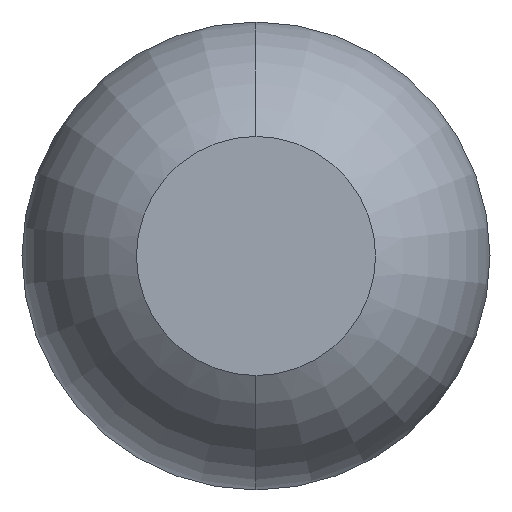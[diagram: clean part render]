
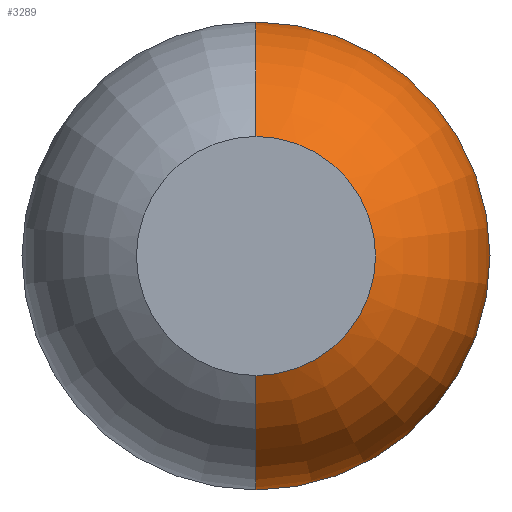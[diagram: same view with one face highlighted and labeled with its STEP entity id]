
A CAD part, front view. The second image highlights one B-rep face of the part: STEP entity #3289.
In plain terms, the highlighted toroidal (fillet/blend) face has major radius 0.035 mm and minor radius 0.65 mm.
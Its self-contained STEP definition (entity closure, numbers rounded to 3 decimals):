
#31 = ORIENTED_EDGE ( 'NONE', *, *, #3823, .F. ) ;
#151 = DIRECTION ( 'NONE',  ( 0., -1., 0. ) ) ;
#332 = VERTEX_POINT ( 'NONE', #1669 ) ;
#379 = CARTESIAN_POINT ( 'NONE',  ( 0., -25., 0. ) ) ;
#464 = EDGE_CURVE ( 'NONE', #2431, #702, #944, .T. ) ;
#528 = CIRCLE ( 'NONE', #4218, 0.65 ) ;
#702 = VERTEX_POINT ( 'NONE', #1905 ) ;
#768 = DIRECTION ( 'NONE',  ( 0., -1., 0. ) ) ;
#933 = EDGE_CURVE ( 'Defeature ausgef�hrt1_4+Defeature ausgef�hrt1_5+Defeature ausgef�hrt1_5+Defeature ausgef�hrt1_5', #332, #2431, #3764, .T. ) ;
#944 = CIRCLE ( 'NONE', #2097, 0.65 ) ;
#1437 = EDGE_LOOP ( 'NONE', ( #2736, #3603, #31, #4032 ) ) ;
#1473 = CARTESIAN_POINT ( 'NONE',  ( 0., -24.431, 0. ) ) ;
#1510 = TOROIDAL_SURFACE ( 'NONE', #2985, 0.035, 0.65 ) ;
#1669 = CARTESIAN_POINT ( 'NONE',  ( 0., -24.431, -0.685 ) ) ;
#1859 = CARTESIAN_POINT ( 'NONE',  ( 0., -24.431, 0.685 ) ) ;
#1905 = CARTESIAN_POINT ( 'NONE',  ( 0., -25., 0.35 ) ) ;
#1926 = DIRECTION ( 'NONE',  ( 1., 0., 0. ) ) ;
#2097 = AXIS2_PLACEMENT_3D ( 'NONE', #3898, #1926, #3253 ) ;
#2132 = CARTESIAN_POINT ( 'NONE',  ( 0., -24.431, 0. ) ) ;
#2217 = FACE_OUTER_BOUND ( 'NONE', #1437, .T. ) ;
#2226 = DIRECTION ( 'NONE',  ( -1., 0., 0. ) ) ;
#2431 = VERTEX_POINT ( 'NONE', #1859 ) ;
#2509 = EDGE_CURVE ( 'NONE', #332, #4209, #528, .T. ) ;
#2581 = CARTESIAN_POINT ( 'NONE',  ( 0., -24.431, -0.035 ) ) ;
#2736 = ORIENTED_EDGE ( 'NONE', *, *, #933, .T. ) ;
#2827 = AXIS2_PLACEMENT_3D ( 'NONE', #379, #768, #3382 ) ;
#2898 = DIRECTION ( 'NONE',  ( 0., 0., 1. ) ) ;
#2985 = AXIS2_PLACEMENT_3D ( 'NONE', #1473, #3729, #4102 ) ;
#3067 = CARTESIAN_POINT ( 'NONE',  ( 0., -25., -0.35 ) ) ;
#3226 = AXIS2_PLACEMENT_3D ( 'NONE', #2132, #151, #3455 ) ;
#3253 = DIRECTION ( 'NONE',  ( 0., 0., -1. ) ) ;
#3289 = ADVANCED_FACE ( 'Defeature ausgef�hrt1_4', ( #2217 ), #1510, .T. ) ;
#3382 = DIRECTION ( 'NONE',  ( 0., 0., -1. ) ) ;
#3455 = DIRECTION ( 'NONE',  ( 0., 0., -1. ) ) ;
#3603 = ORIENTED_EDGE ( 'NONE', *, *, #464, .T. ) ;
#3729 = DIRECTION ( 'NONE',  ( 0., -1., 0. ) ) ;
#3764 = CIRCLE ( 'NONE', #3226, 0.685 ) ;
#3823 = EDGE_CURVE ( 'Defeature ausgef�hrt1_14+Defeature ausgef�hrt1_4+Defeature ausgef�hrt1_4+Defeature ausgef�hrt1_4', #4209, #702, #3920, .T. ) ;
#3898 = CARTESIAN_POINT ( 'NONE',  ( 0., -24.431, 0.035 ) ) ;
#3920 = CIRCLE ( 'NONE', #2827, 0.35 ) ;
#4032 = ORIENTED_EDGE ( 'NONE', *, *, #2509, .F. ) ;
#4102 = DIRECTION ( 'NONE',  ( 0., 0., -1. ) ) ;
#4209 = VERTEX_POINT ( 'NONE', #3067 ) ;
#4218 = AXIS2_PLACEMENT_3D ( 'NONE', #2581, #2226, #2898 ) ;
